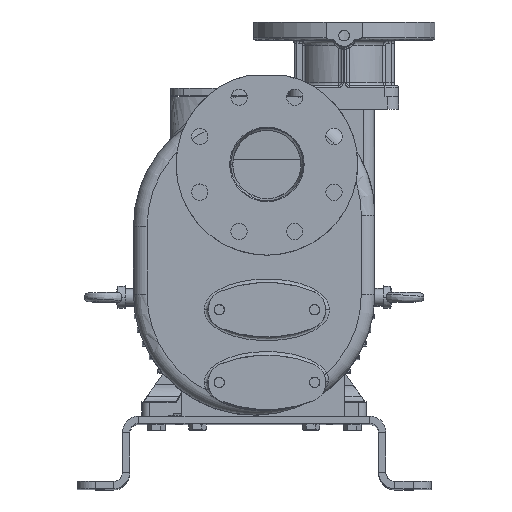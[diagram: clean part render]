
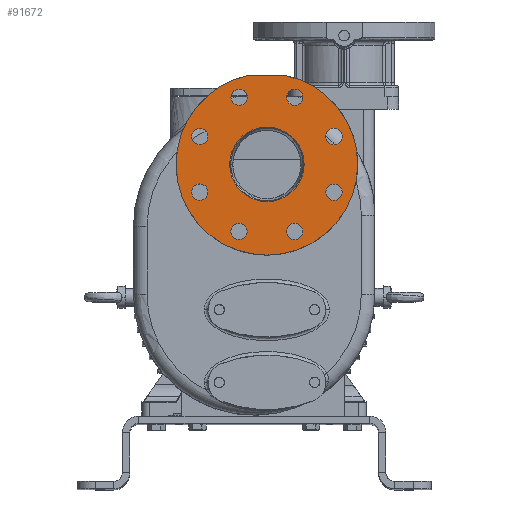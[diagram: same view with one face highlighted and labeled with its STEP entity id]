
A CAD part, top view. The second image highlights one B-rep face of the part: STEP entity #91672.
In plain terms, the highlighted planar face has unit normal (0, 0, 1).
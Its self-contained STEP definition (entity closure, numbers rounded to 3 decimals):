
#21882=DIRECTION('',(1.,0.,0.));
#21883=VECTOR('',#21882,39.799);
#21884=CARTESIAN_POINT('',(-5.9,375.,203.));
#21885=LINE('',#21884,#21883);
#21886=CARTESIAN_POINT('',(14.,277.,203.));
#21887=DIRECTION('',(0.,0.,1.));
#21888=DIRECTION('',(1.,0.,0.));
#21889=AXIS2_PLACEMENT_3D('',#21886,#21887,#21888);
#21891=CARTESIAN_POINT('',(14.,277.,203.));
#21892=DIRECTION('',(0.,0.,1.));
#21893=DIRECTION('',(-1.,0.,0.));
#21894=AXIS2_PLACEMENT_3D('',#21891,#21892,#21893);
#21896=CARTESIAN_POINT('',(87.91,307.615,203.));
#21897=DIRECTION('',(0.,0.,1.));
#21898=DIRECTION('',(1.,0.,0.));
#21899=AXIS2_PLACEMENT_3D('',#21896,#21897,#21898);
#21901=CARTESIAN_POINT('',(87.91,307.615,203.));
#21902=DIRECTION('',(0.,0.,1.));
#21903=DIRECTION('',(-1.,0.,0.));
#21904=AXIS2_PLACEMENT_3D('',#21901,#21902,#21903);
#21906=CARTESIAN_POINT('',(44.615,350.91,203.));
#21907=DIRECTION('',(0.,0.,1.));
#21908=DIRECTION('',(0.707,0.707,0.));
#21909=AXIS2_PLACEMENT_3D('',#21906,#21907,#21908);
#21911=CARTESIAN_POINT('',(44.615,350.91,203.));
#21912=DIRECTION('',(0.,0.,1.));
#21913=DIRECTION('',(-0.707,-0.707,0.));
#21914=AXIS2_PLACEMENT_3D('',#21911,#21912,#21913);
#21916=CARTESIAN_POINT('',(-16.615,350.91,203.));
#21917=DIRECTION('',(0.,0.,1.));
#21918=DIRECTION('',(0.,1.,0.));
#21919=AXIS2_PLACEMENT_3D('',#21916,#21917,#21918);
#21921=CARTESIAN_POINT('',(-16.615,350.91,203.));
#21922=DIRECTION('',(0.,0.,1.));
#21923=DIRECTION('',(0.,-1.,0.));
#21924=AXIS2_PLACEMENT_3D('',#21921,#21922,#21923);
#21926=CARTESIAN_POINT('',(-59.91,307.615,203.));
#21927=DIRECTION('',(0.,0.,1.));
#21928=DIRECTION('',(-0.707,0.707,0.));
#21929=AXIS2_PLACEMENT_3D('',#21926,#21927,#21928);
#21931=CARTESIAN_POINT('',(-59.91,307.615,203.));
#21932=DIRECTION('',(0.,0.,1.));
#21933=DIRECTION('',(0.707,-0.707,0.));
#21934=AXIS2_PLACEMENT_3D('',#21931,#21932,#21933);
#21936=CARTESIAN_POINT('',(-59.91,246.385,203.));
#21937=DIRECTION('',(0.,0.,1.));
#21938=DIRECTION('',(-1.,0.,0.));
#21939=AXIS2_PLACEMENT_3D('',#21936,#21937,#21938);
#21941=CARTESIAN_POINT('',(-59.91,246.385,203.));
#21942=DIRECTION('',(0.,0.,1.));
#21943=DIRECTION('',(1.,0.,0.));
#21944=AXIS2_PLACEMENT_3D('',#21941,#21942,#21943);
#21946=CARTESIAN_POINT('',(-16.615,203.09,203.));
#21947=DIRECTION('',(0.,0.,1.));
#21948=DIRECTION('',(-0.707,-0.707,0.));
#21949=AXIS2_PLACEMENT_3D('',#21946,#21947,#21948);
#21951=CARTESIAN_POINT('',(-16.615,203.09,203.));
#21952=DIRECTION('',(0.,0.,1.));
#21953=DIRECTION('',(0.707,0.707,0.));
#21954=AXIS2_PLACEMENT_3D('',#21951,#21952,#21953);
#21956=CARTESIAN_POINT('',(44.615,203.09,203.));
#21957=DIRECTION('',(0.,0.,1.));
#21958=DIRECTION('',(0.,-1.,0.));
#21959=AXIS2_PLACEMENT_3D('',#21956,#21957,#21958);
#21961=CARTESIAN_POINT('',(44.615,203.09,203.));
#21962=DIRECTION('',(0.,0.,1.));
#21963=DIRECTION('',(0.,1.,0.));
#21964=AXIS2_PLACEMENT_3D('',#21961,#21962,#21963);
#21966=CARTESIAN_POINT('',(87.91,246.385,203.));
#21967=DIRECTION('',(0.,0.,1.));
#21968=DIRECTION('',(0.707,-0.707,0.));
#21969=AXIS2_PLACEMENT_3D('',#21966,#21967,#21968);
#21971=CARTESIAN_POINT('',(87.91,246.385,203.));
#21972=DIRECTION('',(0.,0.,1.));
#21973=DIRECTION('',(-0.707,0.707,0.));
#21974=AXIS2_PLACEMENT_3D('',#21971,#21972,#21973);
#21985=CARTESIAN_POINT('',(14.,277.,203.));
#21986=DIRECTION('',(0.,0.,1.));
#21987=DIRECTION('',(-0.199,0.98,0.));
#21988=AXIS2_PLACEMENT_3D('',#21985,#21986,#21987);
#50598=CARTESIAN_POINT('',(-5.9,375.,203.));
#50599=CARTESIAN_POINT('',(33.9,375.,203.));
#50600=VERTEX_POINT('',#50598);
#50601=VERTEX_POINT('',#50599);
#50901=CARTESIAN_POINT('',(55.,277.,203.));
#50902=CARTESIAN_POINT('',(-27.,277.,203.));
#50903=VERTEX_POINT('',#50901);
#50904=VERTEX_POINT('',#50902);
#50905=CARTESIAN_POINT('',(96.91,307.615,203.));
#50906=CARTESIAN_POINT('',(78.91,307.615,203.));
#50907=VERTEX_POINT('',#50905);
#50908=VERTEX_POINT('',#50906);
#50913=CARTESIAN_POINT('',(50.979,357.274,203.));
#50914=CARTESIAN_POINT('',(38.251,344.546,203.));
#50915=VERTEX_POINT('',#50913);
#50916=VERTEX_POINT('',#50914);
#50921=CARTESIAN_POINT('',(-16.615,359.91,203.));
#50922=CARTESIAN_POINT('',(-16.615,341.91,203.));
#50923=VERTEX_POINT('',#50921);
#50924=VERTEX_POINT('',#50922);
#50929=CARTESIAN_POINT('',(-66.274,313.979,203.));
#50930=CARTESIAN_POINT('',(-53.546,301.251,203.));
#50931=VERTEX_POINT('',#50929);
#50932=VERTEX_POINT('',#50930);
#50937=CARTESIAN_POINT('',(-68.91,246.385,203.));
#50938=CARTESIAN_POINT('',(-50.91,246.385,203.));
#50939=VERTEX_POINT('',#50937);
#50940=VERTEX_POINT('',#50938);
#50945=CARTESIAN_POINT('',(-22.979,196.726,203.));
#50946=CARTESIAN_POINT('',(-10.251,209.454,203.));
#50947=VERTEX_POINT('',#50945);
#50948=VERTEX_POINT('',#50946);
#50953=CARTESIAN_POINT('',(44.615,194.09,203.));
#50954=CARTESIAN_POINT('',(44.615,212.09,203.));
#50955=VERTEX_POINT('',#50953);
#50956=VERTEX_POINT('',#50954);
#50961=CARTESIAN_POINT('',(94.274,240.021,203.));
#50962=CARTESIAN_POINT('',(81.546,252.749,203.));
#50963=VERTEX_POINT('',#50961);
#50964=VERTEX_POINT('',#50962);
#91609=CARTESIAN_POINT('',(14.,277.,203.));
#91610=DIRECTION('',(0.,0.,1.));
#91611=DIRECTION('',(0.,1.,0.));
#91612=AXIS2_PLACEMENT_3D('',#91609,#91610,#91611);
#91613=PLANE('',#91612);
#91614=ORIENTED_EDGE('',*,*,#89180,.T.);
#91616=ORIENTED_EDGE('',*,*,#91615,.F.);
#91617=EDGE_LOOP('',(#91614,#91616));
#91618=FACE_OUTER_BOUND('',#91617,.F.);
#91620=ORIENTED_EDGE('',*,*,#91619,.T.);
#91622=ORIENTED_EDGE('',*,*,#91621,.T.);
#91623=EDGE_LOOP('',(#91620,#91622));
#91624=FACE_BOUND('',#91623,.F.);
#91625=ORIENTED_EDGE('',*,*,#91599,.T.);
#91627=ORIENTED_EDGE('',*,*,#91626,.T.);
#91628=EDGE_LOOP('',(#91625,#91627));
#91629=FACE_BOUND('',#91628,.F.);
#91631=ORIENTED_EDGE('',*,*,#91630,.T.);
#91633=ORIENTED_EDGE('',*,*,#91632,.T.);
#91634=EDGE_LOOP('',(#91631,#91633));
#91635=FACE_BOUND('',#91634,.F.);
#91637=ORIENTED_EDGE('',*,*,#91636,.T.);
#91639=ORIENTED_EDGE('',*,*,#91638,.T.);
#91640=EDGE_LOOP('',(#91637,#91639));
#91641=FACE_BOUND('',#91640,.F.);
#91643=ORIENTED_EDGE('',*,*,#91642,.T.);
#91645=ORIENTED_EDGE('',*,*,#91644,.T.);
#91646=EDGE_LOOP('',(#91643,#91645));
#91647=FACE_BOUND('',#91646,.F.);
#91649=ORIENTED_EDGE('',*,*,#91648,.T.);
#91651=ORIENTED_EDGE('',*,*,#91650,.T.);
#91652=EDGE_LOOP('',(#91649,#91651));
#91653=FACE_BOUND('',#91652,.F.);
#91655=ORIENTED_EDGE('',*,*,#91654,.T.);
#91657=ORIENTED_EDGE('',*,*,#91656,.T.);
#91658=EDGE_LOOP('',(#91655,#91657));
#91659=FACE_BOUND('',#91658,.F.);
#91661=ORIENTED_EDGE('',*,*,#91660,.T.);
#91663=ORIENTED_EDGE('',*,*,#91662,.T.);
#91664=EDGE_LOOP('',(#91661,#91663));
#91665=FACE_BOUND('',#91664,.F.);
#91667=ORIENTED_EDGE('',*,*,#91666,.T.);
#91669=ORIENTED_EDGE('',*,*,#91668,.T.);
#91670=EDGE_LOOP('',(#91667,#91669));
#91671=FACE_BOUND('',#91670,.F.);
#91672=ADVANCED_FACE('',(#91618,#91624,#91629,#91635,#91641,#91647,#91653,
#91659,#91665,#91671),#91613,.T.);
#21890=CIRCLE('',#21889,41.);
#21895=CIRCLE('',#21894,41.);
#21900=CIRCLE('',#21899,9.);
#21905=CIRCLE('',#21904,9.);
#21910=CIRCLE('',#21909,9.);
#21915=CIRCLE('',#21914,9.);
#21920=CIRCLE('',#21919,9.);
#21925=CIRCLE('',#21924,9.);
#21930=CIRCLE('',#21929,9.);
#21935=CIRCLE('',#21934,9.);
#21940=CIRCLE('',#21939,9.);
#21945=CIRCLE('',#21944,9.);
#21950=CIRCLE('',#21949,9.);
#21955=CIRCLE('',#21954,9.);
#21960=CIRCLE('',#21959,9.);
#21965=CIRCLE('',#21964,9.);
#21970=CIRCLE('',#21969,9.);
#21975=CIRCLE('',#21974,9.);
#21989=CIRCLE('',#21988,100.);
#89180=EDGE_CURVE('',#50600,#50601,#21885,.T.);
#91599=EDGE_CURVE('',#50907,#50908,#21900,.T.);
#91615=EDGE_CURVE('',#50600,#50601,#21989,.T.);
#91619=EDGE_CURVE('',#50903,#50904,#21890,.T.);
#91621=EDGE_CURVE('',#50904,#50903,#21895,.T.);
#91626=EDGE_CURVE('',#50908,#50907,#21905,.T.);
#91630=EDGE_CURVE('',#50915,#50916,#21910,.T.);
#91632=EDGE_CURVE('',#50916,#50915,#21915,.T.);
#91636=EDGE_CURVE('',#50923,#50924,#21920,.T.);
#91638=EDGE_CURVE('',#50924,#50923,#21925,.T.);
#91642=EDGE_CURVE('',#50931,#50932,#21930,.T.);
#91644=EDGE_CURVE('',#50932,#50931,#21935,.T.);
#91648=EDGE_CURVE('',#50939,#50940,#21940,.T.);
#91650=EDGE_CURVE('',#50940,#50939,#21945,.T.);
#91654=EDGE_CURVE('',#50947,#50948,#21950,.T.);
#91656=EDGE_CURVE('',#50948,#50947,#21955,.T.);
#91660=EDGE_CURVE('',#50955,#50956,#21960,.T.);
#91662=EDGE_CURVE('',#50956,#50955,#21965,.T.);
#91666=EDGE_CURVE('',#50963,#50964,#21970,.T.);
#91668=EDGE_CURVE('',#50964,#50963,#21975,.T.);
